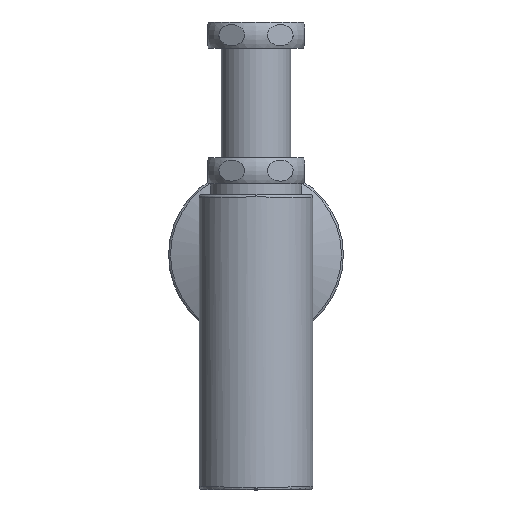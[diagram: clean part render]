
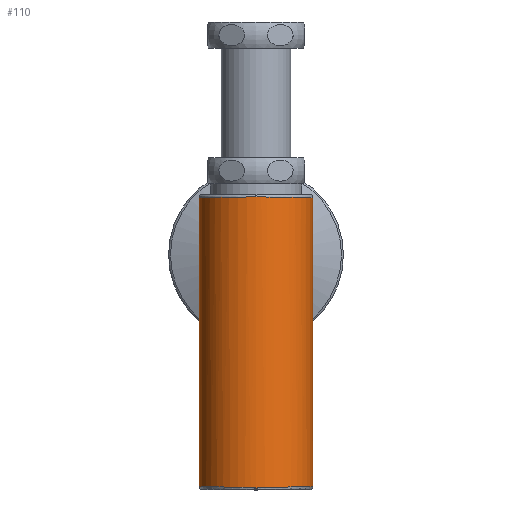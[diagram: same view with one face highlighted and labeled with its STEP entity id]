
A CAD part, top view. The second image highlights one B-rep face of the part: STEP entity #110.
In plain terms, the highlighted cylindrical face has radius 26 mm (diameter 52 mm), a partial arc.
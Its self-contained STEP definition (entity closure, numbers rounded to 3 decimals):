
#110 = ADVANCED_FACE ( 'NONE', ( #2087 ), #1378, .T. ) ;
#338 = EDGE_CURVE ( 'NONE', #1617, #1449, #1358, .T. ) ;
#547 = CARTESIAN_POINT ( 'NONE',  ( -26., 0., 134.5 ) ) ;
#755 = VECTOR ( 'NONE', #1256, 1000. ) ;
#758 = CARTESIAN_POINT ( 'NONE',  ( -26., 0., 134.5 ) ) ;
#763 = CARTESIAN_POINT ( 'NONE',  ( -26., -15.23, 134.249 ) ) ;
#772 = LINE ( 'NONE', #1934, #755 ) ;
#773 = CARTESIAN_POINT ( 'NONE',  ( -15.23, -26., 134.072 ) ) ;
#951 = CARTESIAN_POINT ( 'NONE',  ( -26., 0., 134.5 ) ) ;
#1151 = CARTESIAN_POINT ( 'NONE',  ( 0., -26., 134.072 ) ) ;
#1221 = CARTESIAN_POINT ( 'NONE',  ( 0., -26., 1.928 ) ) ;
#1234 = CARTESIAN_POINT ( 'NONE',  ( -15.23, -26., 1.928 ) ) ;
#1237 = DIRECTION ( 'NONE',  ( 0., 0., -1. ) ) ;
#1239 = CARTESIAN_POINT ( 'NONE',  ( -26., -15.23, 1.751 ) ) ;
#1256 = DIRECTION ( 'NONE',  ( 0., 0., -1. ) ) ;
#1257 = CARTESIAN_POINT ( 'NONE',  ( -26., 0., 1.5 ) ) ;
#1354 = CARTESIAN_POINT ( 'NONE',  ( -26., 15.23, 134.249 ) ) ;
#1358 = LINE ( 'NONE', #3398, #1374 ) ;
#1374 = VECTOR ( 'NONE', #1237, 1000. ) ;
#1378 = CYLINDRICAL_SURFACE ( 'NONE', #2977, 26. ) ;
#1419 = CARTESIAN_POINT ( 'NONE',  ( 0., -26., 1.928 ) ) ;
#1449 = VERTEX_POINT ( 'NONE', #1419 ) ;
#1530 = EDGE_CURVE ( 'NONE', #2347, #1449, #2700, .T. ) ;
#1591 =( BOUNDED_CURVE ( )  B_SPLINE_CURVE ( 3, ( #1763, #773, #763, #758 ),
 .UNSPECIFIED., .F., .F. ) 
 B_SPLINE_CURVE_WITH_KNOTS ( ( 4, 4 ),
 ( 0., 1.571 ),
 .UNSPECIFIED. ) 
 CURVE ( )  GEOMETRIC_REPRESENTATION_ITEM ( )  RATIONAL_B_SPLINE_CURVE ( ( 1., 0.805, 0.805, 1. ) ) 
 REPRESENTATION_ITEM ( '' )  );
#1617 = VERTEX_POINT ( 'NONE', #1151 ) ;
#1742 = CARTESIAN_POINT ( 'NONE',  ( 0., 26., 134.072 ) ) ;
#1763 = CARTESIAN_POINT ( 'NONE',  ( 0., -26., 134.072 ) ) ;
#1798 = CARTESIAN_POINT ( 'NONE',  ( -15.23, 26., 134.072 ) ) ;
#1876 = ORIENTED_EDGE ( 'NONE', *, *, #3464, .T. ) ;
#1881 = VERTEX_POINT ( 'NONE', #547 ) ;
#1891 = ORIENTED_EDGE ( 'NONE', *, *, #2415, .T. ) ;
#1894 = ORIENTED_EDGE ( 'NONE', *, *, #3767, .T. ) ;
#1897 = ORIENTED_EDGE ( 'NONE', *, *, #3873, .T. ) ;
#1901 = ORIENTED_EDGE ( 'NONE', *, *, #1530, .T. ) ;
#1914 = ORIENTED_EDGE ( 'NONE', *, *, #338, .F. ) ;
#1934 = CARTESIAN_POINT ( 'NONE',  ( 0., 26., 136. ) ) ;
#1977 = CARTESIAN_POINT ( 'NONE',  ( 0., 26., 134.072 ) ) ;
#2087 = FACE_OUTER_BOUND ( 'NONE', #3256, .T. ) ;
#2330 = VERTEX_POINT ( 'NONE', #2481 ) ;
#2347 = VERTEX_POINT ( 'NONE', #3701 ) ;
#2415 = EDGE_CURVE ( 'NONE', #1881, #2729, #4044, .T. ) ;
#2481 = CARTESIAN_POINT ( 'NONE',  ( 0., 26., 1.928 ) ) ;
#2700 =( BOUNDED_CURVE ( )  B_SPLINE_CURVE ( 3, ( #1257, #1239, #1234, #1221 ),
 .UNSPECIFIED., .F., .F. ) 
 B_SPLINE_CURVE_WITH_KNOTS ( ( 4, 4 ),
 ( 1.571, 3.142 ),
 .UNSPECIFIED. ) 
 CURVE ( )  GEOMETRIC_REPRESENTATION_ITEM ( )  RATIONAL_B_SPLINE_CURVE ( ( 1., 0.805, 0.805, 1. ) ) 
 REPRESENTATION_ITEM ( '' )  );
#2729 = VERTEX_POINT ( 'NONE', #1977 ) ;
#2977 = AXIS2_PLACEMENT_3D ( 'NONE', #3520, #3523, #3442 ) ;
#3074 = CARTESIAN_POINT ( 'NONE',  ( -26., 0., 1.5 ) ) ;
#3088 = CARTESIAN_POINT ( 'NONE',  ( -26., 15.23, 1.751 ) ) ;
#3101 = CARTESIAN_POINT ( 'NONE',  ( -15.23, 26., 1.928 ) ) ;
#3145 = CARTESIAN_POINT ( 'NONE',  ( 0., 26., 1.928 ) ) ;
#3256 = EDGE_LOOP ( 'NONE', ( #1876, #1891, #1894, #1897, #1901, #1914 ) ) ;
#3398 = CARTESIAN_POINT ( 'NONE',  ( 0., -26., 136. ) ) ;
#3442 = DIRECTION ( 'NONE',  ( -1., 0., 0. ) ) ;
#3464 = EDGE_CURVE ( 'NONE', #1617, #1881, #1591, .T. ) ;
#3520 = CARTESIAN_POINT ( 'NONE',  ( 0., 0., 136. ) ) ;
#3523 = DIRECTION ( 'NONE',  ( 0., 0., -1. ) ) ;
#3701 = CARTESIAN_POINT ( 'NONE',  ( -26., 0., 1.5 ) ) ;
#3767 = EDGE_CURVE ( 'NONE', #2729, #2330, #772, .T. ) ;
#3873 = EDGE_CURVE ( 'NONE', #2330, #2347, #4086, .T. ) ;
#4044 =( BOUNDED_CURVE ( )  B_SPLINE_CURVE ( 3, ( #951, #1354, #1798, #1742 ),
 .UNSPECIFIED., .F., .F. ) 
 B_SPLINE_CURVE_WITH_KNOTS ( ( 4, 4 ),
 ( 4.712, 6.283 ),
 .UNSPECIFIED. ) 
 CURVE ( )  GEOMETRIC_REPRESENTATION_ITEM ( )  RATIONAL_B_SPLINE_CURVE ( ( 1., 0.805, 0.805, 1. ) ) 
 REPRESENTATION_ITEM ( '' )  );
#4086 =( BOUNDED_CURVE ( )  B_SPLINE_CURVE ( 3, ( #3145, #3101, #3088, #3074 ),
 .UNSPECIFIED., .F., .F. ) 
 B_SPLINE_CURVE_WITH_KNOTS ( ( 4, 4 ),
 ( 3.142, 4.712 ),
 .UNSPECIFIED. ) 
 CURVE ( )  GEOMETRIC_REPRESENTATION_ITEM ( )  RATIONAL_B_SPLINE_CURVE ( ( 1., 0.805, 0.805, 1. ) ) 
 REPRESENTATION_ITEM ( '' )  );
